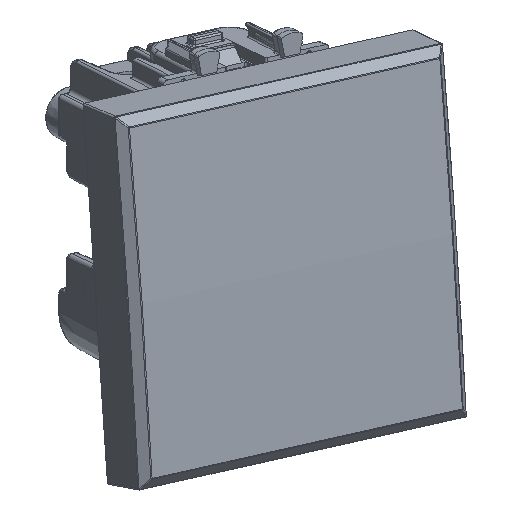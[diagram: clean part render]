
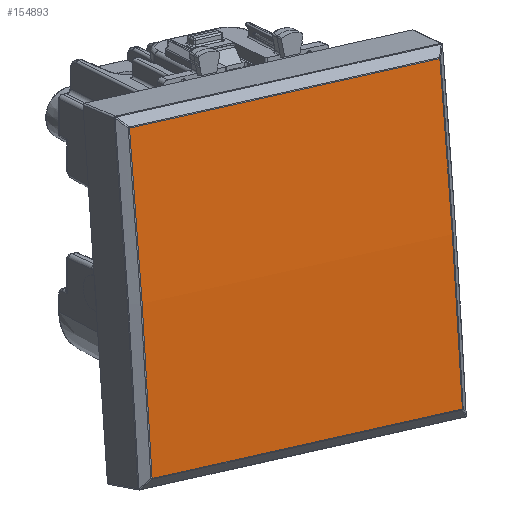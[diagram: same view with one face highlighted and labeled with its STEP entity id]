
A CAD part, top view. The second image highlights one B-rep face of the part: STEP entity #154893.
In plain terms, the highlighted cylindrical face has radius 791.456 mm (diameter 1582.91 mm), a partial arc.
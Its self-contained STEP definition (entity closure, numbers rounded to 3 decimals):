
#152470=CARTESIAN_POINT('Vertex',(21.,-20.496,15.335)) ;
#152478=CARTESIAN_POINT('Vertex',(21.,20.496,15.335)) ;
#152482=CARTESIAN_POINT('Control Point',(21.,20.496,15.335)) ;
#152483=CARTESIAN_POINT('Control Point',(20.995,12.299,15.547)) ;
#152484=CARTESIAN_POINT('Control Point',(20.992,4.1,15.653)) ;
#152485=CARTESIAN_POINT('Control Point',(20.992,-4.1,15.653)) ;
#152486=CARTESIAN_POINT('Control Point',(20.995,-12.299,15.547)) ;
#152487=CARTESIAN_POINT('Control Point',(21.,-20.496,15.335)) ;
#152605=CARTESIAN_POINT('Vertex',(-21.,-20.496,15.335)) ;
#152613=CARTESIAN_POINT('Line Origine',(0.,-20.496,15.335)) ;
#152717=CARTESIAN_POINT('Vertex',(-21.,20.496,15.335)) ;
#152727=CARTESIAN_POINT('Control Point',(-21.,20.496,15.335)) ;
#152728=CARTESIAN_POINT('Control Point',(-20.995,12.434,15.543)) ;
#152729=CARTESIAN_POINT('Control Point',(-20.992,4.37,15.65)) ;
#152730=CARTESIAN_POINT('Control Point',(-20.992,-3.695,15.653)) ;
#152731=CARTESIAN_POINT('Control Point',(-20.994,-11.894,15.552)) ;
#152732=CARTESIAN_POINT('Control Point',(-21.,-20.091,15.345)) ;
#152733=CARTESIAN_POINT('Control Point',(-21.,-20.226,15.342)) ;
#152734=CARTESIAN_POINT('Control Point',(-21.,-20.361,15.338)) ;
#152735=CARTESIAN_POINT('Control Point',(-21.,-20.496,15.335)) ;
#152759=CARTESIAN_POINT('Line Origine',(0.,20.496,15.335)) ;
#154882=CARTESIAN_POINT('Axis2P3D Location',(0.,0.,-775.856)) ;
#152614=DIRECTION('Vector Direction',(1.,0.,0.)) ;
#152760=DIRECTION('Vector Direction',(1.,0.,0.)) ;
#154883=DIRECTION('Axis2P3D Direction',(-1.,0.,0.)) ;
#154884=DIRECTION('Axis2P3D XDirection',(0.,-0.028,1.)) ;
#154885=AXIS2_PLACEMENT_3D('Cylinder Axis2P3D',#154882,#154883,#154884) ;
#154888=ORIENTED_EDGE('',*,*,#152488,.T.) ;
#154889=ORIENTED_EDGE('',*,*,#152763,.T.) ;
#154890=ORIENTED_EDGE('',*,*,#152736,.T.) ;
#154891=ORIENTED_EDGE('',*,*,#152617,.T.) ;
#152615=VECTOR('Line Direction',#152614,1.) ;
#152761=VECTOR('Line Direction',#152760,1.) ;
#154893=ADVANCED_FACE('PartBody',(#154892),#154886,.T.) ;
#152481=B_SPLINE_CURVE_WITH_KNOTS('',5,(#152482,#152483,#152484,#152485,#152486,#152487),.UNSPECIFIED.,.F.,.U.,(6,6),(17.303,88.274),.UNSPECIFIED.) ;
#152726=B_SPLINE_CURVE_WITH_KNOTS('',5,(#152727,#152728,#152729,#152730,#152731,#152732,#152733,#152734,#152735),.UNSPECIFIED.,.F.,.U.,(6,3,6),(17.303,87.106,88.274),.UNSPECIFIED.) ;
#154886=CYLINDRICAL_SURFACE('generated cylinder',#154885,791.456) ;
#152488=EDGE_CURVE('',#152471,#152479,#152481,.F.) ;
#152617=EDGE_CURVE('',#152606,#152471,#152616,.T.) ;
#152736=EDGE_CURVE('',#152718,#152606,#152726,.T.) ;
#152763=EDGE_CURVE('',#152479,#152718,#152762,.F.) ;
#154887=EDGE_LOOP('',(#154888,#154889,#154890,#154891)) ;
#154892=FACE_OUTER_BOUND('',#154887,.T.) ;
#152616=LINE('Line',#152613,#152615) ;
#152762=LINE('Line',#152759,#152761) ;
#152471=VERTEX_POINT('',#152470) ;
#152479=VERTEX_POINT('',#152478) ;
#152606=VERTEX_POINT('',#152605) ;
#152718=VERTEX_POINT('',#152717) ;
